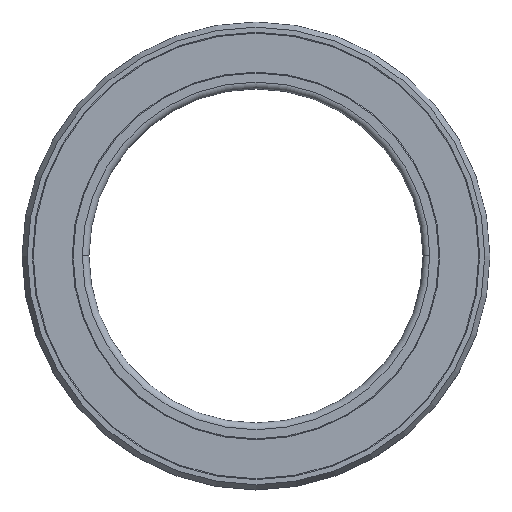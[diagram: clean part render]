
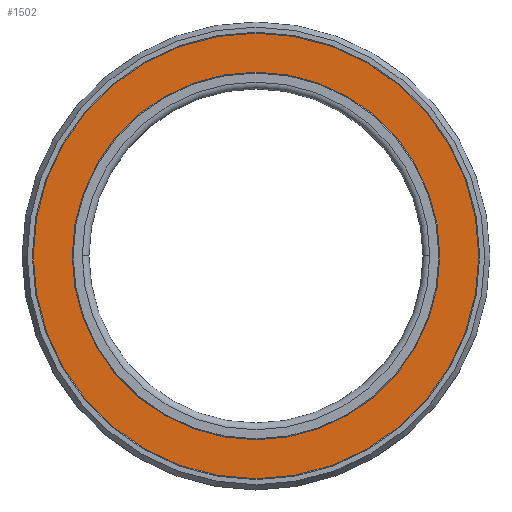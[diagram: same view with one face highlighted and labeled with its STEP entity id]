
A CAD part, top view. The second image highlights one B-rep face of the part: STEP entity #1502.
In plain terms, the highlighted planar face has unit normal (0, 0, 1).
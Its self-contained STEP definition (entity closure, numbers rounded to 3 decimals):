
#55 = DIRECTION ( 'NONE',  ( 0., 0., 1. ) ) ;
#62 = AXIS2_PLACEMENT_3D ( 'NONE', #1223, #301, #189 ) ;
#67 = CIRCLE ( 'NONE', #735, 8.25 ) ;
#139 = EDGE_CURVE ( 'NONE', #228, #467, #67, .T. ) ;
#154 = DIRECTION ( 'NONE',  ( 0., 0., 1. ) ) ;
#173 = AXIS2_PLACEMENT_3D ( 'NONE', #426, #154, #396 ) ;
#179 = DIRECTION ( 'NONE',  ( 1., 0., 0. ) ) ;
#189 = DIRECTION ( 'NONE',  ( 1., 0., 0. ) ) ;
#228 = VERTEX_POINT ( 'NONE', #468 ) ;
#301 = DIRECTION ( 'NONE',  ( 0., 0., 1. ) ) ;
#325 = VERTEX_POINT ( 'NONE', #812 ) ;
#344 = CIRCLE ( 'NONE', #1322, 10. ) ;
#357 = CIRCLE ( 'NONE', #173, 8.25 ) ;
#396 = DIRECTION ( 'NONE',  ( 1., 0., 0. ) ) ;
#426 = CARTESIAN_POINT ( 'NONE',  ( 0., 0., 2. ) ) ;
#442 = DIRECTION ( 'NONE',  ( 1., 0., 0. ) ) ;
#467 = VERTEX_POINT ( 'NONE', #1320 ) ;
#468 = CARTESIAN_POINT ( 'NONE',  ( -8.25, 0., 2. ) ) ;
#528 = EDGE_CURVE ( 'NONE', #325, #1012, #565, .T. ) ;
#532 = ORIENTED_EDGE ( 'NONE', *, *, #1263, .T. ) ;
#565 = CIRCLE ( 'NONE', #1361, 10. ) ;
#601 = CARTESIAN_POINT ( 'NONE',  ( -10., 0., 2. ) ) ;
#617 = ORIENTED_EDGE ( 'NONE', *, *, #1105, .F. ) ;
#658 = CARTESIAN_POINT ( 'NONE',  ( 0., 0., 2. ) ) ;
#701 = FACE_BOUND ( 'NONE', #1190, .T. ) ;
#735 = AXIS2_PLACEMENT_3D ( 'NONE', #1204, #55, #179 ) ;
#750 = ORIENTED_EDGE ( 'NONE', *, *, #139, .F. ) ;
#760 = DIRECTION ( 'NONE',  ( 1., 0., 0. ) ) ;
#812 = CARTESIAN_POINT ( 'NONE',  ( 10., 0., 2. ) ) ;
#824 = EDGE_LOOP ( 'NONE', ( #1102, #532 ) ) ;
#849 = DIRECTION ( 'NONE',  ( 0., 0., 1. ) ) ;
#1012 = VERTEX_POINT ( 'NONE', #601 ) ;
#1081 = CARTESIAN_POINT ( 'NONE',  ( 0., 0., 2. ) ) ;
#1102 = ORIENTED_EDGE ( 'NONE', *, *, #528, .T. ) ;
#1105 = EDGE_CURVE ( 'NONE', #467, #228, #357, .T. ) ;
#1125 = DIRECTION ( 'NONE',  ( 0., 0., 1. ) ) ;
#1190 = EDGE_LOOP ( 'NONE', ( #617, #750 ) ) ;
#1204 = CARTESIAN_POINT ( 'NONE',  ( 0., 0., 2. ) ) ;
#1223 = CARTESIAN_POINT ( 'NONE',  ( 0., -8.25, 2. ) ) ;
#1263 = EDGE_CURVE ( 'NONE', #1012, #325, #344, .T. ) ;
#1320 = CARTESIAN_POINT ( 'NONE',  ( 8.25, 0., 2. ) ) ;
#1322 = AXIS2_PLACEMENT_3D ( 'NONE', #1081, #849, #760 ) ;
#1336 = PLANE ( 'NONE',  #62 ) ;
#1342 = FACE_OUTER_BOUND ( 'NONE', #824, .T. ) ;
#1361 = AXIS2_PLACEMENT_3D ( 'NONE', #658, #1125, #442 ) ;
#1502 = ADVANCED_FACE ( 'NONE', ( #1342, #701 ), #1336, .T. ) ;
